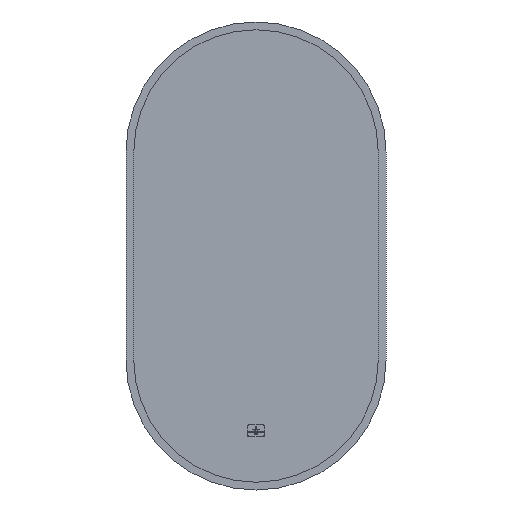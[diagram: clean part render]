
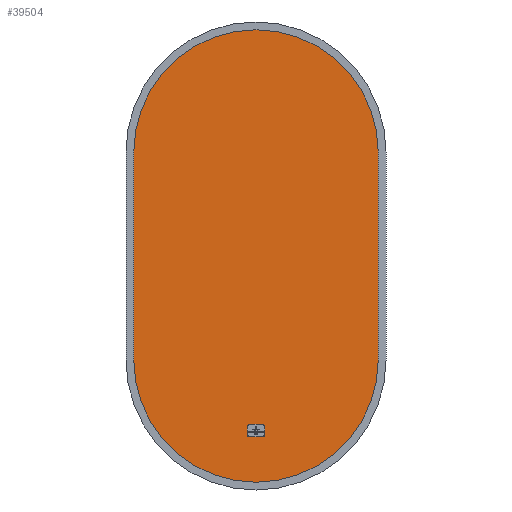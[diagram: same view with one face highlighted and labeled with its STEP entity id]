
A CAD part, front view. The second image highlights one B-rep face of the part: STEP entity #39504.
In plain terms, the highlighted planar face has unit normal (0, -1, 0).
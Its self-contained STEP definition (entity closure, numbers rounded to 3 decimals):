
#895=FACE_BOUND('',#6262,.T.);
#2064=PLANE('',#43291);
#4140=FACE_OUTER_BOUND('',#6261,.T.);
#6261=EDGE_LOOP('',(#36429,#36430,#36431,#36432));
#6262=EDGE_LOOP('',(#36433,#36434,#36435,#36436,#36437,#36438,#36439,#36440));
#9338=LINE('',#69725,#12981);
#9342=LINE('',#69735,#12985);
#9929=LINE('',#71292,#13572);
#9933=LINE('',#71304,#13576);
#9937=LINE('',#71316,#13580);
#9941=LINE('',#71327,#13584);
#12981=VECTOR('',#52934,1.);
#12985=VECTOR('',#52946,1.);
#13572=VECTOR('',#54351,1.);
#13576=VECTOR('',#54363,1.);
#13580=VECTOR('',#54375,1.);
#13584=VECTOR('',#54387,1.);
#15075=CIRCLE('',#42863,235.);
#15077=CIRCLE('',#42867,235.);
#15212=CIRCLE('',#43275,4.714);
#15214=CIRCLE('',#43279,4.714);
#15216=CIRCLE('',#43283,4.714);
#15218=CIRCLE('',#43287,4.714);
#18598=VERTEX_POINT('',#69716);
#18599=VERTEX_POINT('',#69718);
#18601=VERTEX_POINT('',#69724);
#18603=VERTEX_POINT('',#69730);
#19088=VERTEX_POINT('',#71282);
#19089=VERTEX_POINT('',#71283);
#19092=VERTEX_POINT('',#71291);
#19094=VERTEX_POINT('',#71297);
#19096=VERTEX_POINT('',#71303);
#19098=VERTEX_POINT('',#71309);
#19100=VERTEX_POINT('',#71315);
#19102=VERTEX_POINT('',#71321);
#24205=EDGE_CURVE('',#18599,#18598,#15075,.T.);
#24208=EDGE_CURVE('',#18601,#18599,#9338,.T.);
#24211=EDGE_CURVE('',#18603,#18601,#15077,.T.);
#24214=EDGE_CURVE('',#18598,#18603,#9342,.T.);
#24941=EDGE_CURVE('',#19088,#19089,#15212,.T.);
#24945=EDGE_CURVE('',#19092,#19088,#9929,.T.);
#24948=EDGE_CURVE('',#19094,#19092,#15214,.T.);
#24951=EDGE_CURVE('',#19096,#19094,#9933,.T.);
#24954=EDGE_CURVE('',#19098,#19096,#15216,.T.);
#24957=EDGE_CURVE('',#19100,#19098,#9937,.T.);
#24960=EDGE_CURVE('',#19102,#19100,#15218,.T.);
#24963=EDGE_CURVE('',#19089,#19102,#9941,.T.);
#36429=ORIENTED_EDGE('',*,*,#24205,.T.);
#36430=ORIENTED_EDGE('',*,*,#24214,.T.);
#36431=ORIENTED_EDGE('',*,*,#24211,.T.);
#36432=ORIENTED_EDGE('',*,*,#24208,.T.);
#36433=ORIENTED_EDGE('',*,*,#24941,.T.);
#36434=ORIENTED_EDGE('',*,*,#24963,.T.);
#36435=ORIENTED_EDGE('',*,*,#24960,.T.);
#36436=ORIENTED_EDGE('',*,*,#24957,.T.);
#36437=ORIENTED_EDGE('',*,*,#24954,.T.);
#36438=ORIENTED_EDGE('',*,*,#24951,.T.);
#36439=ORIENTED_EDGE('',*,*,#24948,.T.);
#36440=ORIENTED_EDGE('',*,*,#24945,.T.);
#39504=ADVANCED_FACE('',(#4140,#895),#2064,.T.);
#42863=AXIS2_PLACEMENT_3D('',#69719,#52928,#52929);
#42867=AXIS2_PLACEMENT_3D('',#69731,#52940,#52941);
#43275=AXIS2_PLACEMENT_3D('',#71284,#54343,#54344);
#43279=AXIS2_PLACEMENT_3D('',#71298,#54356,#54357);
#43283=AXIS2_PLACEMENT_3D('',#71310,#54368,#54369);
#43287=AXIS2_PLACEMENT_3D('',#71322,#54380,#54381);
#43291=AXIS2_PLACEMENT_3D('',#71330,#54391,#54392);
#52928=DIRECTION('center_axis',(0.,-1.,0.));
#52929=DIRECTION('ref_axis',(1.,0.,0.));
#52934=DIRECTION('',(0.,0.,1.));
#52940=DIRECTION('center_axis',(0.,-1.,0.));
#52941=DIRECTION('ref_axis',(-1.,0.,0.));
#52946=DIRECTION('',(0.,0.,-1.));
#54343=DIRECTION('center_axis',(0.,1.,0.));
#54344=DIRECTION('ref_axis',(0.,0.,1.));
#54351=DIRECTION('',(0.,0.,1.));
#54356=DIRECTION('center_axis',(0.,1.,0.));
#54357=DIRECTION('ref_axis',(-1.,0.,0.));
#54363=DIRECTION('',(-1.,0.,0.));
#54368=DIRECTION('center_axis',(0.,1.,0.));
#54369=DIRECTION('ref_axis',(0.,0.,-1.));
#54375=DIRECTION('',(0.,0.,-1.));
#54380=DIRECTION('center_axis',(0.,1.,0.));
#54381=DIRECTION('ref_axis',(1.,0.,0.));
#54387=DIRECTION('',(1.,0.,0.));
#54391=DIRECTION('center_axis',(0.,-1.,0.));
#54392=DIRECTION('ref_axis',(0.,0.,
-1.));
#69716=CARTESIAN_POINT('',(-235.,0.,650.));
#69718=CARTESIAN_POINT('',(235.,0.,650.));
#69719=CARTESIAN_POINT('Origin',(0.,0.,
650.));
#69724=CARTESIAN_POINT('',(235.,0.,250.));
#69725=CARTESIAN_POINT('',(235.,0.,250.));
#69730=CARTESIAN_POINT('',(-235.,0.,250.));
#69731=CARTESIAN_POINT('Origin',(0.,0.,
250.));
#69735=CARTESIAN_POINT('',(-235.,0.,450.));
#71282=CARTESIAN_POINT('',(-16.5,0.,121.8));
#71283=CARTESIAN_POINT('',(-11.786,0.,126.514));
#71284=CARTESIAN_POINT('Origin',(-11.786,0.,
121.8));
#71291=CARTESIAN_POINT('',(-16.5,0.,106.714));
#71292=CARTESIAN_POINT('',(-16.5,0.,178.357));
#71297=CARTESIAN_POINT('',(-11.786,0.,102.));
#71298=CARTESIAN_POINT('Origin',(-11.786,0.,
106.714));
#71303=CARTESIAN_POINT('',(11.786,0.,102.));
#71304=CARTESIAN_POINT('',(5.893,0.,102.));
#71309=CARTESIAN_POINT('',(16.5,0.,106.714));
#71310=CARTESIAN_POINT('Origin',(11.786,0.,
106.714));
#71315=CARTESIAN_POINT('',(16.5,0.,121.8));
#71316=CARTESIAN_POINT('',(16.5,0.,185.9));
#71321=CARTESIAN_POINT('',(11.786,0.,126.514));
#71322=CARTESIAN_POINT('Origin',(11.786,0.,
121.8));
#71327=CARTESIAN_POINT('',(-5.893,0.,126.514));
#71330=CARTESIAN_POINT('Origin',(0.,0.,
250.));
